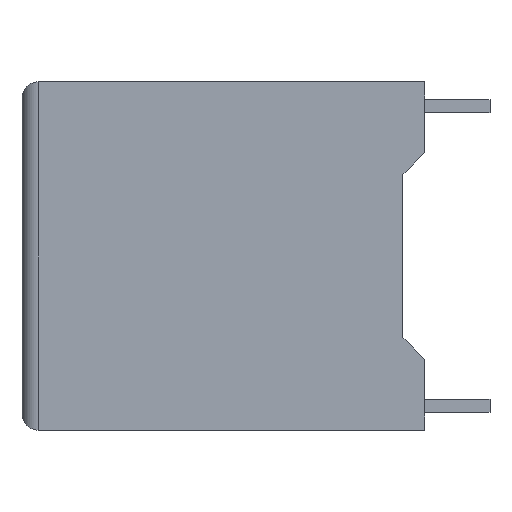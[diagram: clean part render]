
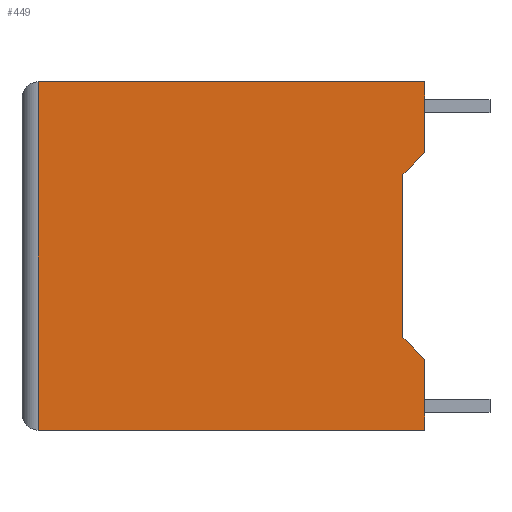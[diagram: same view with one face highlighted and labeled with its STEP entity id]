
A CAD part, left-side view. The second image highlights one B-rep face of the part: STEP entity #449.
In plain terms, the highlighted planar face has unit normal (-1, 0, 0).
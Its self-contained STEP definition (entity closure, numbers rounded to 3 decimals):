
#17 = LINE ( 'NONE', #1180, #768 ) ;
#62 = CARTESIAN_POINT ( 'NONE',  ( -11., -16.5, -7.5 ) ) ;
#77 = LINE ( 'NONE', #869, #358 ) ;
#106 = DIRECTION ( 'NONE',  ( 0., -1., 0. ) ) ;
#109 = VECTOR ( 'NONE', #119, 1000. ) ;
#119 = DIRECTION ( 'NONE',  ( 0., 0., -1. ) ) ;
#135 = VECTOR ( 'NONE', #706, 1000. ) ;
#188 = CARTESIAN_POINT ( 'NONE',  ( -11., 17., 16. ) ) ;
#191 = ORIENTED_EDGE ( 'NONE', *, *, #1202, .F. ) ;
#207 = CARTESIAN_POINT ( 'NONE',  ( -11., 17., 0. ) ) ;
#219 = DIRECTION ( 'NONE',  ( 0., 1., 0. ) ) ;
#224 = ORIENTED_EDGE ( 'NONE', *, *, #815, .F. ) ;
#245 = CARTESIAN_POINT ( 'NONE',  ( -11., -18.5, -9.5 ) ) ;
#271 = CARTESIAN_POINT ( 'NONE',  ( -11., -16.5, 7.5 ) ) ;
#282 = EDGE_CURVE ( 'NONE', #511, #547, #333, .T. ) ;
#283 = DIRECTION ( 'NONE',  ( 0., 0., -1. ) ) ;
#285 = DIRECTION ( 'NONE',  ( 1., 0., 0. ) ) ;
#287 = EDGE_CURVE ( 'NONE', #620, #498, #77, .T. ) ;
#293 = CARTESIAN_POINT ( 'NONE',  ( -11., -18.5, 9.5 ) ) ;
#330 = ORIENTED_EDGE ( 'NONE', *, *, #287, .F. ) ;
#333 = LINE ( 'NONE', #975, #1060 ) ;
#337 = DIRECTION ( 'NONE',  ( 0., 0., -1. ) ) ;
#343 = ORIENTED_EDGE ( 'NONE', *, *, #1195, .T. ) ;
#349 = AXIS2_PLACEMENT_3D ( 'NONE', #806, #285, #337 ) ;
#358 = VECTOR ( 'NONE', #219, 1000. ) ;
#361 = LINE ( 'NONE', #293, #135 ) ;
#364 = LINE ( 'NONE', #207, #109 ) ;
#421 = DIRECTION ( 'NONE',  ( 0., -0.707, -0.707 ) ) ;
#449 = ADVANCED_FACE ( 'NONE', ( #1032 ), #920, .F. ) ;
#456 = LINE ( 'NONE', #245, #487 ) ;
#478 = CARTESIAN_POINT ( 'NONE',  ( -11., -18.5, 16. ) ) ;
#487 = VECTOR ( 'NONE', #716, 1000. ) ;
#492 = VECTOR ( 'NONE', #421, 1000. ) ;
#498 = VERTEX_POINT ( 'NONE', #820 ) ;
#508 = DIRECTION ( 'NONE',  ( 0., 0., -1. ) ) ;
#511 = VERTEX_POINT ( 'NONE', #271 ) ;
#521 = EDGE_CURVE ( 'NONE', #618, #620, #456, .T. ) ;
#547 = VERTEX_POINT ( 'NONE', #62 ) ;
#582 = CARTESIAN_POINT ( 'NONE',  ( -11., -18.5, 9.5 ) ) ;
#591 = ORIENTED_EDGE ( 'NONE', *, *, #864, .F. ) ;
#604 = VERTEX_POINT ( 'NONE', #582 ) ;
#618 = VERTEX_POINT ( 'NONE', #909 ) ;
#620 = VERTEX_POINT ( 'NONE', #1094 ) ;
#706 = DIRECTION ( 'NONE',  ( 0., 0.707, -0.707 ) ) ;
#716 = DIRECTION ( 'NONE',  ( 0., 0., -1. ) ) ;
#719 = ORIENTED_EDGE ( 'NONE', *, *, #282, .F. ) ;
#730 = VERTEX_POINT ( 'NONE', #478 ) ;
#743 = CARTESIAN_POINT ( 'NONE',  ( -11., -18.5, -9.5 ) ) ;
#753 = EDGE_CURVE ( 'NONE', #604, #511, #361, .T. ) ;
#756 = ORIENTED_EDGE ( 'NONE', *, *, #521, .F. ) ;
#768 = VECTOR ( 'NONE', #106, 1000. ) ;
#776 = EDGE_LOOP ( 'NONE', ( #591, #343, #330, #756, #191, #719, #817, #224 ) ) ;
#806 = CARTESIAN_POINT ( 'NONE',  ( -11., 0., 0. ) ) ;
#815 = EDGE_CURVE ( 'NONE', #730, #604, #915, .T. ) ;
#817 = ORIENTED_EDGE ( 'NONE', *, *, #753, .F. ) ;
#820 = CARTESIAN_POINT ( 'NONE',  ( -11., 17., -16. ) ) ;
#864 = EDGE_CURVE ( 'NONE', #1171, #730, #17, .T. ) ;
#869 = CARTESIAN_POINT ( 'NONE',  ( -11., 18.5, -16. ) ) ;
#909 = CARTESIAN_POINT ( 'NONE',  ( -11., -18.5, -9.5 ) ) ;
#915 = LINE ( 'NONE', #1023, #1181 ) ;
#920 = PLANE ( 'NONE',  #349 ) ;
#975 = CARTESIAN_POINT ( 'NONE',  ( -11., -16.5, 7.5 ) ) ;
#1023 = CARTESIAN_POINT ( 'NONE',  ( -11., -18.5, 16. ) ) ;
#1032 = FACE_OUTER_BOUND ( 'NONE', #776, .T. ) ;
#1060 = VECTOR ( 'NONE', #508, 1000. ) ;
#1094 = CARTESIAN_POINT ( 'NONE',  ( -11., -18.5, -16. ) ) ;
#1171 = VERTEX_POINT ( 'NONE', #188 ) ;
#1180 = CARTESIAN_POINT ( 'NONE',  ( -11., 18.5, 16. ) ) ;
#1181 = VECTOR ( 'NONE', #283, 1000. ) ;
#1184 = LINE ( 'NONE', #743, #492 ) ;
#1195 = EDGE_CURVE ( 'NONE', #1171, #498, #364, .T. ) ;
#1202 = EDGE_CURVE ( 'NONE', #547, #618, #1184, .T. ) ;
